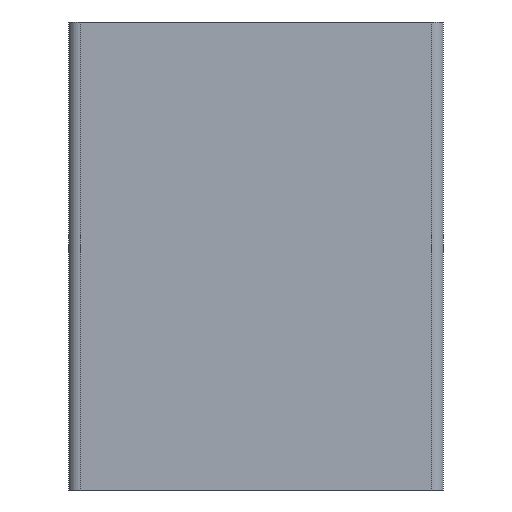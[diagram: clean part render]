
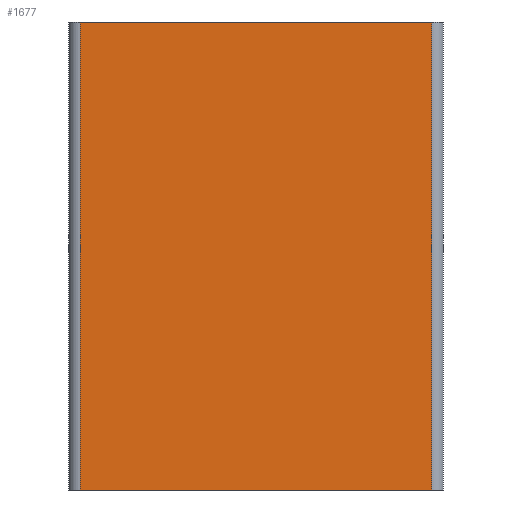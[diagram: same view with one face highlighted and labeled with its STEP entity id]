
A CAD part, front view. The second image highlights one B-rep face of the part: STEP entity #1677.
In plain terms, the highlighted planar face has unit normal (0, -1, 0).
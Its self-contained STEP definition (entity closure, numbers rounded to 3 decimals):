
#111=FACE_OUTER_BOUND('',#199,.T.);
#199=EDGE_LOOP('',(#1105,#1106,#1107,#1108));
#287=LINE('',#2444,#481);
#288=LINE('',#2446,#482);
#289=LINE('',#2448,#483);
#290=LINE('',#2449,#484);
#481=VECTOR('',#1944,10.);
#482=VECTOR('',#1945,10.);
#483=VECTOR('',#1946,10.);
#484=VECTOR('',#1947,10.);
#675=VERTEX_POINT('',#2442);
#676=VERTEX_POINT('',#2443);
#677=VERTEX_POINT('',#2445);
#678=VERTEX_POINT('',#2447);
#847=EDGE_CURVE('',#675,#676,#287,.T.);
#848=EDGE_CURVE('',#676,#677,#288,.T.);
#849=EDGE_CURVE('',#678,#677,#289,.T.);
#850=EDGE_CURVE('',#675,#678,#290,.T.);
#1105=ORIENTED_EDGE('',*,*,#847,.T.);
#1106=ORIENTED_EDGE('',*,*,#848,.T.);
#1107=ORIENTED_EDGE('',*,*,#849,.F.);
#1108=ORIENTED_EDGE('',*,*,#850,.F.);
#1621=PLANE('',#1788);
#1677=ADVANCED_FACE('',(#111),#1621,.T.);
#1788=AXIS2_PLACEMENT_3D('',#2441,#1942,#1943);
#1942=DIRECTION('center_axis',(0.,-1.,0.));
#1943=DIRECTION('ref_axis',(1.,0.,0.));
#1944=DIRECTION('',(1.,0.,0.));
#1945=DIRECTION('',(0.,0.,1.));
#1946=DIRECTION('',(1.,0.,0.));
#1947=DIRECTION('',(0.,0.,1.));
#2441=CARTESIAN_POINT('Origin',(-37.536,0.,
0.));
#2442=CARTESIAN_POINT('',(-37.536,0.,0.));
#2443=CARTESIAN_POINT('',(37.536,0.,0.));
#2444=CARTESIAN_POINT('',(-37.536,0.,0.));
#2445=CARTESIAN_POINT('',(37.536,0.,100.));
#2446=CARTESIAN_POINT('',(37.536,0.,0.));
#2447=CARTESIAN_POINT('',(-37.536,0.,100.));
#2448=CARTESIAN_POINT('',(-37.536,0.,100.));
#2449=CARTESIAN_POINT('',(-37.536,0.,0.));
